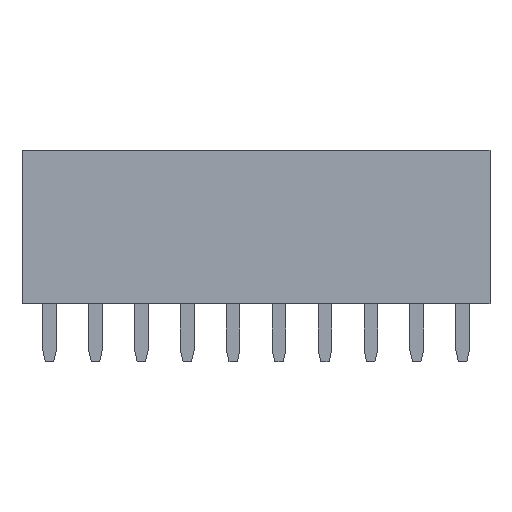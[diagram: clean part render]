
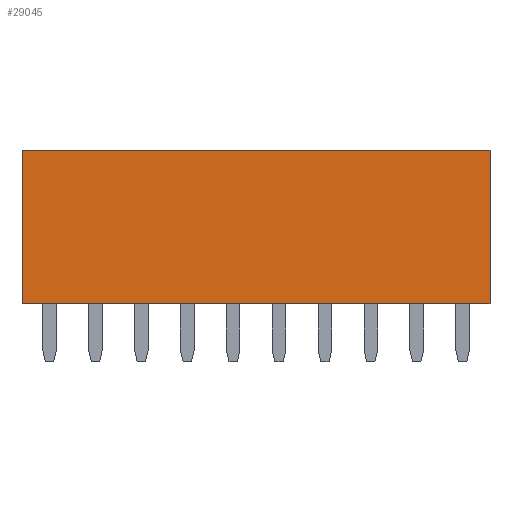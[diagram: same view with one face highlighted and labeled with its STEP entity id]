
A CAD part, top view. The second image highlights one B-rep face of the part: STEP entity #29045.
In plain terms, the highlighted planar face has unit normal (0, 0, 1).
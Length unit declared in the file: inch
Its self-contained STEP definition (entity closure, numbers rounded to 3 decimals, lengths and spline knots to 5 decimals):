
#1720 = DIRECTION ( 'NONE',  ( 1., 0., 0. ) ) ;
#1819 = VERTEX_POINT ( 'NONE', #22209 ) ;
#1973 = CARTESIAN_POINT ( 'NONE',  ( 1.01969, 0., 0. ) ) ;
#2844 = ORIENTED_EDGE ( 'NONE', *, *, #18965, .T. ) ;
#3040 = CARTESIAN_POINT ( 'NONE',  ( 1.01969, 0.33465, 0. ) ) ;
#3344 = LINE ( 'NONE', #1973, #9234 ) ;
#5800 = DIRECTION ( 'NONE',  ( -1., 0., 0. ) ) ;
#6662 = EDGE_CURVE ( 'NONE', #16360, #19524, #28408, .T. ) ;
#9234 = VECTOR ( 'NONE', #14457, 39.37008 ) ;
#10158 = EDGE_CURVE ( 'NONE', #19524, #1819, #17203, .T. ) ;
#10515 = VECTOR ( 'NONE', #23395, 39.37008 ) ;
#11004 = VECTOR ( 'NONE', #5800, 39.37008 ) ;
#11703 = CARTESIAN_POINT ( 'NONE',  ( -0.5, 0., 0. ) ) ;
#11815 = ORIENTED_EDGE ( 'NONE', *, *, #6662, .T. ) ;
#13311 = CARTESIAN_POINT ( 'NONE',  ( -0.5, 0., 0. ) ) ;
#14196 = PLANE ( 'NONE',  #23096 ) ;
#14457 = DIRECTION ( 'NONE',  ( 0., -1., 0. ) ) ;
#14707 = ORIENTED_EDGE ( 'NONE', *, *, #26307, .F. ) ;
#14939 = CARTESIAN_POINT ( 'NONE',  ( 0., 0.01969, 0. ) ) ;
#15356 = ORIENTED_EDGE ( 'NONE', *, *, #10158, .T. ) ;
#16360 = VERTEX_POINT ( 'NONE', #29671 ) ;
#16752 = DIRECTION ( 'NONE',  ( 0., 0., 1. ) ) ;
#17203 = LINE ( 'NONE', #13311, #10515 ) ;
#18019 = CARTESIAN_POINT ( 'NONE',  ( 0., 0., 0. ) ) ;
#18965 = EDGE_CURVE ( 'NONE', #21000, #16360, #25097, .T. ) ;
#19524 = VERTEX_POINT ( 'NONE', #18019 ) ;
#21000 = VERTEX_POINT ( 'NONE', #3040 ) ;
#22209 = CARTESIAN_POINT ( 'NONE',  ( 1.01969, 0., 0. ) ) ;
#23096 = AXIS2_PLACEMENT_3D ( 'NONE', #11703, #16752, #1720 ) ;
#23395 = DIRECTION ( 'NONE',  ( 1., 0., 0. ) ) ;
#24064 = VECTOR ( 'NONE', #32516, 39.37008 ) ;
#25097 = LINE ( 'NONE', #28279, #11004 ) ;
#26307 = EDGE_CURVE ( 'NONE', #21000, #1819, #3344, .T. ) ;
#28279 = CARTESIAN_POINT ( 'NONE',  ( -0.5, 0.33465, 0. ) ) ;
#28286 = FACE_OUTER_BOUND ( 'NONE', #29983, .T. ) ;
#28408 = LINE ( 'NONE', #14939, #24064 ) ;
#29045 = ADVANCED_FACE ( 'NONE', ( #28286 ), #14196, .T. ) ;
#29671 = CARTESIAN_POINT ( 'NONE',  ( 0., 0.33465, 0. ) ) ;
#29983 = EDGE_LOOP ( 'NONE', ( #14707, #2844, #11815, #15356 ) ) ;
#32516 = DIRECTION ( 'NONE',  ( 0., -1., 0. ) ) ;
